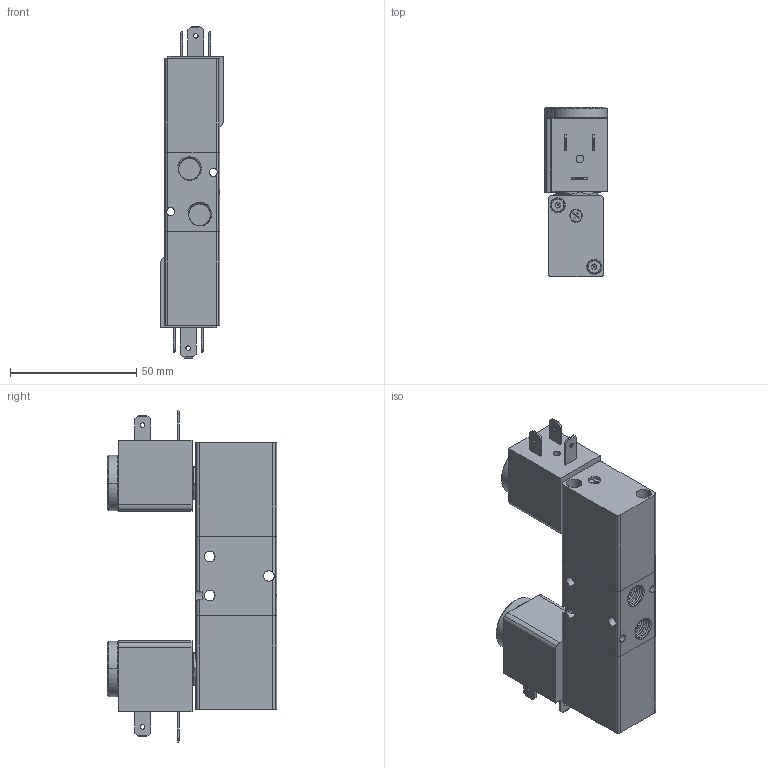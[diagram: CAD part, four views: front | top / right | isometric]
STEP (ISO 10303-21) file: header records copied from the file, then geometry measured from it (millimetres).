
FILE_DESCRIPTION((''),'2;1');
FILE_NAME('00_006_3.stp','2003-01-02T14:58:22',('Branislav Petkovic'),('AZ Pneumatica'),'AutoCAD STEP 2000i','AutoCAD 2000i','Via J. F. Kennedy, 26, 20020 Misinto (MI), ITALY');
FILE_SCHEMA(('CONFIG_CONTROL_DESIGN'));
Length unit declared in the file: millimetre
Products named in the file (9): 00_006_3; 321 TELO; PART1; X21 KOTVA ME90S; PART2; STEZAC; PODLOSKA; MAGNET; PART1A
Assembly tree (10 placements, depth 3):
  00_006_3
    321 TELO
      PART1
    X21 KOTVA ME90S  x2
      PART2
      STEZAC
      PODLOSKA
    MAGNET  x2
      PART1A
Bounding box: 25 x 67 x 131.3 mm (x, y, z)
Surface area: 34933.8 mm2 (no closed solid volume)
Topology: 0 solids, 9 shells, 467 faces, 1203 edges, 791 vertices
Faces by surface type: cylinder 212, plane 197, cone 44, bspline 14
Entity records: 18248 total; most frequent: CARTESIAN_POINT 11080, ORIENTED_EDGE 1520, DIRECTION 1352, EDGE_CURVE 760, VERTEX_POINT 502, AXIS2_PLACEMENT_3D 493, VECTOR 366, LINE 366
